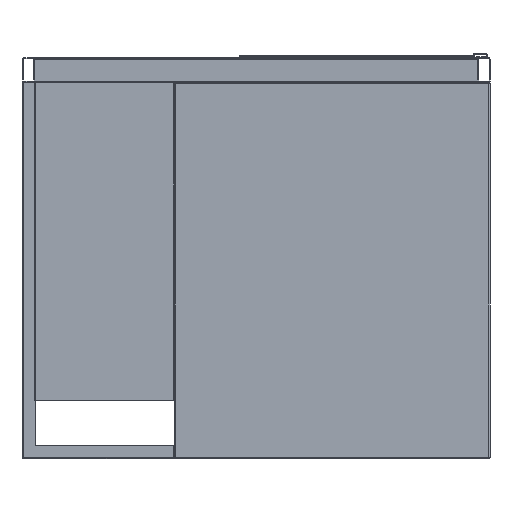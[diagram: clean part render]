
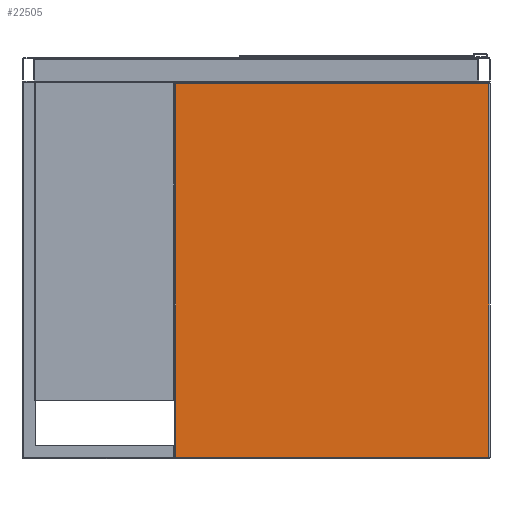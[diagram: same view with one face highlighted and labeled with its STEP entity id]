
A CAD part, front view. The second image highlights one B-rep face of the part: STEP entity #22505.
In plain terms, the highlighted planar face has unit normal (0, -1, 0).
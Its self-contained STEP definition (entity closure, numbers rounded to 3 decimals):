
#3457 = CARTESIAN_POINT ( 'NONE',  ( -258., -280., -42. ) ) ;
#4110 = VERTEX_POINT ( 'NONE', #27047 ) ;
#4662 = CARTESIAN_POINT ( 'NONE',  ( -260., -280., -658. ) ) ;
#6083 = EDGE_CURVE ( 'NONE', #9074, #29124, #22862, .T. ) ;
#6306 = EDGE_CURVE ( 'NONE', #29124, #4110, #6590, .T. ) ;
#6590 = LINE ( 'NONE', #17100, #27796 ) ;
#6990 = LINE ( 'NONE', #4662, #11652 ) ;
#8400 = ORIENTED_EDGE ( 'NONE', *, *, #9303, .T. ) ;
#8629 = VERTEX_POINT ( 'NONE', #30032 ) ;
#9074 = VERTEX_POINT ( 'NONE', #31752 ) ;
#9303 = EDGE_CURVE ( 'NONE', #8629, #9074, #28249, .T. ) ;
#11652 = VECTOR ( 'NONE', #17033, 1000. ) ;
#14216 = ORIENTED_EDGE ( 'NONE', *, *, #6083, .T. ) ;
#14608 = FACE_OUTER_BOUND ( 'NONE', #29079, .T. ) ;
#15290 = DIRECTION ( 'NONE',  ( -1., 0., 0. ) ) ;
#17033 = DIRECTION ( 'NONE',  ( 1., 0., 0. ) ) ;
#17081 = EDGE_CURVE ( 'NONE', #4110, #8629, #6990, .T. ) ;
#17100 = CARTESIAN_POINT ( 'NONE',  ( -258., -280., -660. ) ) ;
#21850 = AXIS2_PLACEMENT_3D ( 'NONE', #22167, #26791, #24156 ) ;
#22167 = CARTESIAN_POINT ( 'NONE',  ( -260., -280., -660. ) ) ;
#22505 = ADVANCED_FACE ( 'Fl�che8', ( #14608 ), #29455, .T. ) ;
#22862 = LINE ( 'NONE', #25646, #27255 ) ;
#23604 = ORIENTED_EDGE ( 'NONE', *, *, #17081, .T. ) ;
#24156 = DIRECTION ( 'NONE',  ( 0., 0., -1. ) ) ;
#25646 = CARTESIAN_POINT ( 'NONE',  ( -260., -280., -42. ) ) ;
#26791 = DIRECTION ( 'NONE',  ( 0., -1., 0. ) ) ;
#26792 = DIRECTION ( 'NONE',  ( 0., 0., -1. ) ) ;
#27047 = CARTESIAN_POINT ( 'NONE',  ( -258., -280., -658. ) ) ;
#27255 = VECTOR ( 'NONE', #15290, 1000. ) ;
#27796 = VECTOR ( 'NONE', #26792, 1000. ) ;
#27979 = VECTOR ( 'NONE', #30250, 1000. ) ;
#28249 = LINE ( 'NONE', #30737, #27979 ) ;
#29079 = EDGE_LOOP ( 'NONE', ( #14216, #31286, #23604, #8400 ) ) ;
#29124 = VERTEX_POINT ( 'NONE', #3457 ) ;
#29455 = PLANE ( 'NONE',  #21850 ) ;
#30032 = CARTESIAN_POINT ( 'NONE',  ( 258., -280., -658. ) ) ;
#30250 = DIRECTION ( 'NONE',  ( 0., 0., 1. ) ) ;
#30737 = CARTESIAN_POINT ( 'NONE',  ( 258., -280., -660. ) ) ;
#31286 = ORIENTED_EDGE ( 'NONE', *, *, #6306, .T. ) ;
#31752 = CARTESIAN_POINT ( 'NONE',  ( 258., -280., -42. ) ) ;
